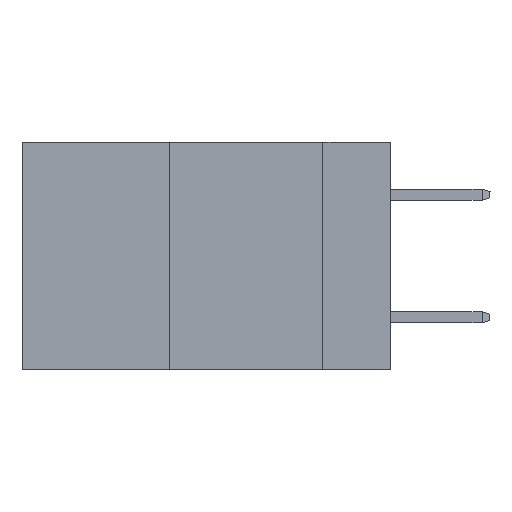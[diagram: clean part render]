
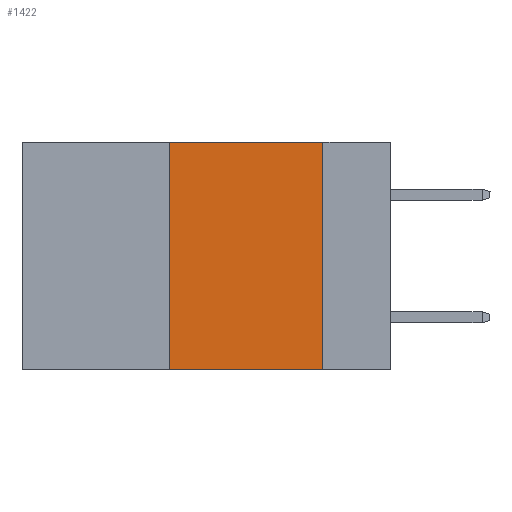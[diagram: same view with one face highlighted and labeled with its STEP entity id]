
A CAD part, left-side view. The second image highlights one B-rep face of the part: STEP entity #1422.
In plain terms, the highlighted planar face has unit normal (-1, 0, 0).
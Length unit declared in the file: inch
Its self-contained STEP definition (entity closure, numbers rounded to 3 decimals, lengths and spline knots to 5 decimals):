
#187 = ORIENTED_EDGE ( 'NONE', *, *, #18967, .F. ) ;
#1176 = LINE ( 'NONE', #16954, #19331 ) ;
#1422 = ADVANCED_FACE ( 'NONE', ( #16351 ), #17077, .F. ) ;
#2471 = CARTESIAN_POINT ( 'NONE',  ( 0., 0.6, 0. ) ) ;
#2651 = ORIENTED_EDGE ( 'NONE', *, *, #9020, .F. ) ;
#2776 = LINE ( 'NONE', #2471, #7566 ) ;
#2902 = DIRECTION ( 'NONE',  ( 0., -1., 0. ) ) ;
#3963 = CARTESIAN_POINT ( 'NONE',  ( 0., 0.36, 0. ) ) ;
#4169 = VERTEX_POINT ( 'NONE', #7751 ) ;
#4539 = DIRECTION ( 'NONE',  ( 0., 0., -1. ) ) ;
#6077 = DIRECTION ( 'NONE',  ( 1., 0., 0. ) ) ;
#6946 = EDGE_CURVE ( 'NONE', #21320, #14419, #1176, .T. ) ;
#7566 = VECTOR ( 'NONE', #13112, 39.37008 ) ;
#7751 = CARTESIAN_POINT ( 'NONE',  ( 0., 0.11, 0. ) ) ;
#8012 = ORIENTED_EDGE ( 'NONE', *, *, #14904, .F. ) ;
#8675 = CARTESIAN_POINT ( 'NONE',  ( 0., 0.36, 0. ) ) ;
#9020 = EDGE_CURVE ( 'NONE', #21320, #21766, #22121, .T. ) ;
#9859 = CARTESIAN_POINT ( 'NONE',  ( 0., 0.11, 0. ) ) ;
#10470 = EDGE_LOOP ( 'NONE', ( #187, #8012, #2651, #13806 ) ) ;
#11471 = CARTESIAN_POINT ( 'NONE',  ( 0., 0.11, -0.37 ) ) ;
#12659 = AXIS2_PLACEMENT_3D ( 'NONE', #17221, #6077, #17149 ) ;
#13112 = DIRECTION ( 'NONE',  ( 0., -1., 0. ) ) ;
#13806 = ORIENTED_EDGE ( 'NONE', *, *, #6946, .T. ) ;
#14419 = VERTEX_POINT ( 'NONE', #11471 ) ;
#14904 = EDGE_CURVE ( 'NONE', #21766, #4169, #2776, .T. ) ;
#15746 = LINE ( 'NONE', #9859, #20264 ) ;
#16351 = FACE_OUTER_BOUND ( 'NONE', #10470, .T. ) ;
#16954 = CARTESIAN_POINT ( 'NONE',  ( 0., 0.6, -0.37 ) ) ;
#17077 = PLANE ( 'NONE',  #12659 ) ;
#17124 = VECTOR ( 'NONE', #22440, 39.37008 ) ;
#17149 = DIRECTION ( 'NONE',  ( 0., 0., -1. ) ) ;
#17221 = CARTESIAN_POINT ( 'NONE',  ( 0., 0.6, 0. ) ) ;
#18420 = CARTESIAN_POINT ( 'NONE',  ( 0., 0.36, -0.37 ) ) ;
#18967 = EDGE_CURVE ( 'NONE', #4169, #14419, #15746, .T. ) ;
#19331 = VECTOR ( 'NONE', #2902, 39.37008 ) ;
#20264 = VECTOR ( 'NONE', #4539, 39.37008 ) ;
#21320 = VERTEX_POINT ( 'NONE', #18420 ) ;
#21766 = VERTEX_POINT ( 'NONE', #3963 ) ;
#22121 = LINE ( 'NONE', #8675, #17124 ) ;
#22440 = DIRECTION ( 'NONE',  ( 0., 0., 1. ) ) ;
